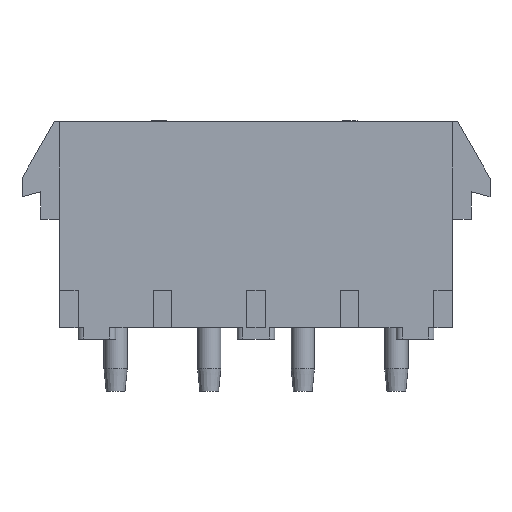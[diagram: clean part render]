
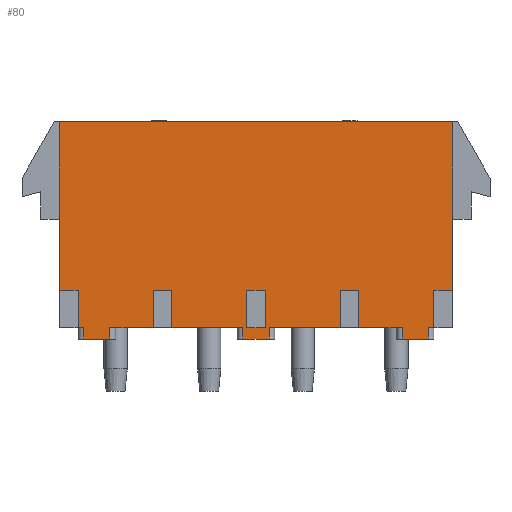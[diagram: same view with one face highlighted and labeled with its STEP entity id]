
A CAD part, front view. The second image highlights one B-rep face of the part: STEP entity #80.
In plain terms, the highlighted planar face has unit normal (0, -1, 0).
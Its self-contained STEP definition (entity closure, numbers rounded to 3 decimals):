
#80=ADVANCED_FACE('',(#292,#293),#294,.T.);
#292=FACE_OUTER_BOUND('',#646,.T.);
#293=FACE_BOUND('',#647,.T.);
#294=PLANE('',#648);
#646=EDGE_LOOP('',(#1289,#1290,#1291,#1292,#1293,#1294,#1295,#1296,#1297,#1298,#1299,#1300,#1301,#1302,#1303,#1304,#1305,#1306,#1307,#1308,#1309,#1310,#1311,#1312,#1313,#1314,#1315,#1316));
#647=EDGE_LOOP('',(#1317,#1318,#1319,#1320));
#648=AXIS2_PLACEMENT_3D('',#1321,#1322,#1323);
#1289=ORIENTED_EDGE('',*,*,#2454,.T.);
#1290=ORIENTED_EDGE('',*,*,#2455,.T.);
#1291=ORIENTED_EDGE('',*,*,#2456,.F.);
#1292=ORIENTED_EDGE('',*,*,#2389,.F.);
#1293=ORIENTED_EDGE('',*,*,#2457,.T.);
#1294=ORIENTED_EDGE('',*,*,#2452,.F.);
#1295=ORIENTED_EDGE('',*,*,#2458,.F.);
#1296=ORIENTED_EDGE('',*,*,#2385,.F.);
#1297=ORIENTED_EDGE('',*,*,#2459,.T.);
#1298=ORIENTED_EDGE('',*,*,#2460,.T.);
#1299=ORIENTED_EDGE('',*,*,#2461,.F.);
#1300=ORIENTED_EDGE('',*,*,#2381,.F.);
#1301=ORIENTED_EDGE('',*,*,#2462,.T.);
#1302=ORIENTED_EDGE('',*,*,#2441,.F.);
#1303=ORIENTED_EDGE('',*,*,#2463,.F.);
#1304=ORIENTED_EDGE('',*,*,#2377,.F.);
#1305=ORIENTED_EDGE('',*,*,#2464,.T.);
#1306=ORIENTED_EDGE('',*,*,#2465,.T.);
#1307=ORIENTED_EDGE('',*,*,#2370,.T.);
#1308=ORIENTED_EDGE('',*,*,#2317,.T.);
#1309=ORIENTED_EDGE('',*,*,#2466,.F.);
#1310=ORIENTED_EDGE('',*,*,#2467,.T.);
#1311=ORIENTED_EDGE('',*,*,#2468,.F.);
#1312=ORIENTED_EDGE('',*,*,#2397,.F.);
#1313=ORIENTED_EDGE('',*,*,#2469,.T.);
#1314=ORIENTED_EDGE('',*,*,#2444,.F.);
#1315=ORIENTED_EDGE('',*,*,#2470,.F.);
#1316=ORIENTED_EDGE('',*,*,#2393,.F.);
#1317=ORIENTED_EDGE('',*,*,#2471,.T.);
#1318=ORIENTED_EDGE('',*,*,#2472,.F.);
#1319=ORIENTED_EDGE('',*,*,#2424,.T.);
#1320=ORIENTED_EDGE('',*,*,#2473,.T.);
#1321=CARTESIAN_POINT('',(-13.335,-3.81,0.0));
#1322=DIRECTION('',(0.0,-1.0,0.0));
#1323=DIRECTION('',(0.0,0.0,-1.0));
#2317=EDGE_CURVE('',#2793,#2791,#2794,.T.);
#2370=EDGE_CURVE('',#2893,#2793,#2894,.T.);
#2377=EDGE_CURVE('',#2903,#2905,#2906,.T.);
#2381=EDGE_CURVE('',#2909,#2911,#2912,.T.);
#2385=EDGE_CURVE('',#2917,#2919,#2920,.T.);
#2389=EDGE_CURVE('',#2923,#2925,#2926,.T.);
#2393=EDGE_CURVE('',#2931,#2933,#2934,.T.);
#2397=EDGE_CURVE('',#2937,#2939,#2940,.T.);
#2424=EDGE_CURVE('',#2981,#2986,#2988,.T.);
#2441=EDGE_CURVE('',#3009,#3006,#3011,.T.);
#2444=EDGE_CURVE('',#3013,#3015,#3016,.T.);
#2452=EDGE_CURVE('',#3026,#3023,#3028,.T.);
#2454=EDGE_CURVE('',#2931,#3030,#3031,.T.);
#2455=EDGE_CURVE('',#3030,#3032,#3033,.T.);
#2456=EDGE_CURVE('',#2925,#3032,#3034,.T.);
#2457=EDGE_CURVE('',#2923,#3023,#3035,.T.);
#2458=EDGE_CURVE('',#2919,#3026,#3036,.T.);
#2459=EDGE_CURVE('',#2917,#3037,#3038,.T.);
#2460=EDGE_CURVE('',#3037,#3039,#3040,.T.);
#2461=EDGE_CURVE('',#2911,#3039,#3041,.T.);
#2462=EDGE_CURVE('',#2909,#3006,#3042,.T.);
#2463=EDGE_CURVE('',#2905,#3009,#3043,.T.);
#2464=EDGE_CURVE('',#2903,#3044,#3045,.T.);
#2465=EDGE_CURVE('',#3044,#2893,#3046,.T.);
#2466=EDGE_CURVE('',#3047,#2791,#3048,.T.);
#2467=EDGE_CURVE('',#3047,#3049,#3050,.T.);
#2468=EDGE_CURVE('',#2939,#3049,#3051,.T.);
#2469=EDGE_CURVE('',#2937,#3015,#3052,.T.);
#2470=EDGE_CURVE('',#2933,#3013,#3053,.T.);
#2471=EDGE_CURVE('',#3054,#3055,#3056,.T.);
#2472=EDGE_CURVE('',#2981,#3055,#3057,.T.);
#2473=EDGE_CURVE('',#2986,#3054,#3058,.T.);
#2791=VERTEX_POINT('',#3515);
#2793=VERTEX_POINT('',#3518);
#2794=LINE('',#3519,#3520);
#2893=VERTEX_POINT('',#3665);
#2894=LINE('',#3666,#3667);
#2903=VERTEX_POINT('',#3681);
#2905=VERTEX_POINT('',#3684);
#2906=LINE('',#3685,#3686);
#2909=VERTEX_POINT('',#3690);
#2911=VERTEX_POINT('',#3692);
#2912=LINE('',#3693,#3694);
#2917=VERTEX_POINT('',#3701);
#2919=VERTEX_POINT('',#3704);
#2920=LINE('',#3705,#3706);
#2923=VERTEX_POINT('',#3710);
#2925=VERTEX_POINT('',#3712);
#2926=LINE('',#3713,#3714);
#2931=VERTEX_POINT('',#3721);
#2933=VERTEX_POINT('',#3724);
#2934=LINE('',#3725,#3726);
#2937=VERTEX_POINT('',#3730);
#2939=VERTEX_POINT('',#3732);
#2940=LINE('',#3733,#3734);
#2981=VERTEX_POINT('',#3784);
#2986=VERTEX_POINT('',#3791);
#2988=LINE('',#3794,#3795);
#3006=VERTEX_POINT('',#3822);
#3009=VERTEX_POINT('',#3826);
#3011=LINE('',#3828,#3829);
#3013=VERTEX_POINT('',#3832);
#3015=VERTEX_POINT('',#3834);
#3016=LINE('',#3835,#3836);
#3023=VERTEX_POINT('',#3844);
#3026=VERTEX_POINT('',#3848);
#3028=LINE('',#3850,#3851);
#3030=VERTEX_POINT('',#3854);
#3031=LINE('',#3855,#3856);
#3032=VERTEX_POINT('',#3857);
#3033=LINE('',#3858,#3859);
#3034=LINE('',#3860,#3861);
#3035=LINE('',#3862,#3863);
#3036=LINE('',#3864,#3865);
#3037=VERTEX_POINT('',#3866);
#3038=LINE('',#3867,#3868);
#3039=VERTEX_POINT('',#3869);
#3040=LINE('',#3870,#3871);
#3041=LINE('',#3872,#3873);
#3042=LINE('',#3874,#3875);
#3043=LINE('',#3876,#3877);
#3044=VERTEX_POINT('',#3878);
#3045=LINE('',#3879,#3880);
#3046=LINE('',#3881,#3882);
#3047=VERTEX_POINT('',#3883);
#3048=LINE('',#3884,#3885);
#3049=VERTEX_POINT('',#3886);
#3050=LINE('',#3887,#3888);
#3051=LINE('',#3889,#3890);
#3052=LINE('',#3891,#3892);
#3053=LINE('',#3893,#3894);
#3054=VERTEX_POINT('',#3895);
#3055=VERTEX_POINT('',#3896);
#3056=LINE('',#3897,#3898);
#3057=LINE('',#3899,#3900);
#3058=LINE('',#3901,#3902);
#3515=CARTESIAN_POINT('',(-13.335,-3.81,0.0));
#3518=CARTESIAN_POINT('',(13.335,-3.81,0.0));
#3519=CARTESIAN_POINT('',(13.335,-3.81,0.0));
#3520=VECTOR('',#4465,26.67);
#3665=CARTESIAN_POINT('',(13.335,-3.81,-11.43));
#3666=CARTESIAN_POINT('',(13.335,-3.81,-11.43));
#3667=VECTOR('',#4530,11.43);
#3681=CARTESIAN_POINT('',(12.065,-3.81,-13.97));
#3684=CARTESIAN_POINT('',(11.684,-3.81,-13.97));
#3685=CARTESIAN_POINT('',(12.065,-3.81,-13.97));
#3686=VECTOR('',#4537,0.381);
#3690=CARTESIAN_POINT('',(9.906,-3.81,-13.97));
#3692=CARTESIAN_POINT('',(6.985,-3.81,-13.97));
#3693=CARTESIAN_POINT('',(9.906,-3.81,-13.97));
#3694=VECTOR('',#4545,2.921);
#3701=CARTESIAN_POINT('',(5.715,-3.81,-13.97));
#3704=CARTESIAN_POINT('',(0.889,-3.81,-13.97));
#3705=CARTESIAN_POINT('',(5.715,-3.81,-13.97));
#3706=VECTOR('',#4549,4.826);
#3710=CARTESIAN_POINT('',(-0.889,-3.81,-13.97));
#3712=CARTESIAN_POINT('',(-5.715,-3.81,-13.97));
#3713=CARTESIAN_POINT('',(-0.889,-3.81,-13.97));
#3714=VECTOR('',#4557,4.826);
#3721=CARTESIAN_POINT('',(-6.985,-3.81,-13.97));
#3724=CARTESIAN_POINT('',(-9.906,-3.81,-13.97));
#3725=CARTESIAN_POINT('',(-6.985,-3.81,-13.97));
#3726=VECTOR('',#4561,2.921);
#3730=CARTESIAN_POINT('',(-11.684,-3.81,-13.97));
#3732=CARTESIAN_POINT('',(-12.065,-3.81,-13.97));
#3733=CARTESIAN_POINT('',(-11.684,-3.81,-13.97));
#3734=VECTOR('',#4569,0.381);
#3784=CARTESIAN_POINT('',(0.635,-3.81,-13.97));
#3791=CARTESIAN_POINT('',(-0.635,-3.81,-13.97));
#3794=CARTESIAN_POINT('',(0.635,-3.81,-13.97));
#3795=VECTOR('',#4624,1.27);
#3822=CARTESIAN_POINT('',(9.906,-3.81,-14.732));
#3826=CARTESIAN_POINT('',(11.684,-3.81,-14.732));
#3828=CARTESIAN_POINT('',(11.684,-3.81,-14.732));
#3829=VECTOR('',#4653,1.778);
#3832=CARTESIAN_POINT('',(-9.906,-3.81,-14.732));
#3834=CARTESIAN_POINT('',(-11.684,-3.81,-14.732));
#3835=CARTESIAN_POINT('',(-9.906,-3.81,-14.732));
#3836=VECTOR('',#4658,1.778);
#3844=CARTESIAN_POINT('',(-0.889,-3.81,-14.732));
#3848=CARTESIAN_POINT('',(0.889,-3.81,-14.732));
#3850=CARTESIAN_POINT('',(0.889,-3.81,-14.732));
#3851=VECTOR('',#4676,1.778);
#3854=CARTESIAN_POINT('',(-6.985,-3.81,-11.43));
#3855=CARTESIAN_POINT('',(-6.985,-3.81,-13.97));
#3856=VECTOR('',#4678,2.54);
#3857=CARTESIAN_POINT('',(-5.715,-3.81,-11.43));
#3858=CARTESIAN_POINT('',(-6.985,-3.81,-11.43));
#3859=VECTOR('',#4679,1.27);
#3860=CARTESIAN_POINT('',(-5.715,-3.81,-13.97));
#3861=VECTOR('',#4680,2.54);
#3862=CARTESIAN_POINT('',(-0.889,-3.81,-13.97));
#3863=VECTOR('',#4681,0.762);
#3864=CARTESIAN_POINT('',(0.889,-3.81,-13.97));
#3865=VECTOR('',#4682,0.762);
#3866=CARTESIAN_POINT('',(5.715,-3.81,-11.43));
#3867=CARTESIAN_POINT('',(5.715,-3.81,-13.97));
#3868=VECTOR('',#4683,2.54);
#3869=CARTESIAN_POINT('',(6.985,-3.81,-11.43));
#3870=CARTESIAN_POINT('',(5.715,-3.81,-11.43));
#3871=VECTOR('',#4684,1.27);
#3872=CARTESIAN_POINT('',(6.985,-3.81,-13.97));
#3873=VECTOR('',#4685,2.54);
#3874=CARTESIAN_POINT('',(9.906,-3.81,-13.97));
#3875=VECTOR('',#4686,0.762);
#3876=CARTESIAN_POINT('',(11.684,-3.81,-13.97));
#3877=VECTOR('',#4687,0.762);
#3878=CARTESIAN_POINT('',(12.065,-3.81,-11.43));
#3879=CARTESIAN_POINT('',(12.065,-3.81,-13.97));
#3880=VECTOR('',#4688,2.54);
#3881=CARTESIAN_POINT('',(12.065,-3.81,-11.43));
#3882=VECTOR('',#4689,1.27);
#3883=CARTESIAN_POINT('',(-13.335,-3.81,-11.43));
#3884=CARTESIAN_POINT('',(-13.335,-3.81,-11.43));
#3885=VECTOR('',#4690,11.43);
#3886=CARTESIAN_POINT('',(-12.065,-3.81,-11.43));
#3887=CARTESIAN_POINT('',(-13.335,-3.81,-11.43));
#3888=VECTOR('',#4691,1.27);
#3889=CARTESIAN_POINT('',(-12.065,-3.81,-13.97));
#3890=VECTOR('',#4692,2.54);
#3891=CARTESIAN_POINT('',(-11.684,-3.81,-13.97));
#3892=VECTOR('',#4693,0.762);
#3893=CARTESIAN_POINT('',(-9.906,-3.81,-13.97));
#3894=VECTOR('',#4694,0.762);
#3895=CARTESIAN_POINT('',(-0.635,-3.81,-11.43));
#3896=CARTESIAN_POINT('',(0.635,-3.81,-11.43));
#3897=CARTESIAN_POINT('',(-0.635,-3.81,-11.43));
#3898=VECTOR('',#4695,1.27);
#3899=CARTESIAN_POINT('',(0.635,-3.81,-13.97));
#3900=VECTOR('',#4696,2.54);
#3901=CARTESIAN_POINT('',(-0.635,-3.81,-13.97));
#3902=VECTOR('',#4697,2.54);
#4465=DIRECTION('',(-1.0,0.0,0.0));
#4530=DIRECTION('',(0.0,0.0,1.0));
#4537=DIRECTION('',(-1.0,0.0,0.0));
#4545=DIRECTION('',(-1.0,0.0,0.0));
#4549=DIRECTION('',(-1.0,0.0,0.0));
#4557=DIRECTION('',(-1.0,0.0,0.0));
#4561=DIRECTION('',(-1.0,0.0,0.0));
#4569=DIRECTION('',(-1.0,0.0,0.0));
#4624=DIRECTION('',(-1.0,0.0,0.0));
#4653=DIRECTION('',(-1.0,0.0,0.0));
#4658=DIRECTION('',(-1.0,0.0,0.0));
#4676=DIRECTION('',(-1.0,0.0,0.0));
#4678=DIRECTION('',(0.0,0.0,1.0));
#4679=DIRECTION('',(1.0,0.0,0.0));
#4680=DIRECTION('',(0.0,0.0,1.0));
#4681=DIRECTION('',(0.0,0.0,-1.0));
#4682=DIRECTION('',(0.0,0.0,-1.0));
#4683=DIRECTION('',(0.0,0.0,1.0));
#4684=DIRECTION('',(1.0,0.0,0.0));
#4685=DIRECTION('',(0.0,0.0,1.0));
#4686=DIRECTION('',(0.0,0.0,-1.0));
#4687=DIRECTION('',(0.0,0.0,-1.0));
#4688=DIRECTION('',(0.0,0.0,1.0));
#4689=DIRECTION('',(1.0,0.0,0.0));
#4690=DIRECTION('',(0.0,0.0,1.0));
#4691=DIRECTION('',(1.0,0.0,0.0));
#4692=DIRECTION('',(0.0,0.0,1.0));
#4693=DIRECTION('',(0.0,0.0,-1.0));
#4694=DIRECTION('',(0.0,0.0,-1.0));
#4695=DIRECTION('',(1.0,0.0,0.0));
#4696=DIRECTION('',(0.0,0.0,1.0));
#4697=DIRECTION('',(0.0,0.0,1.0));
